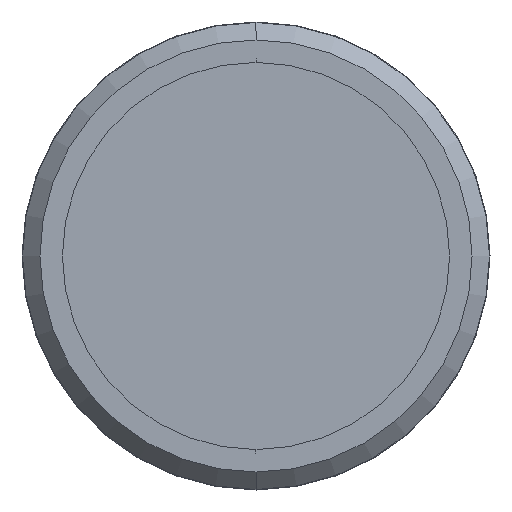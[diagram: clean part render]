
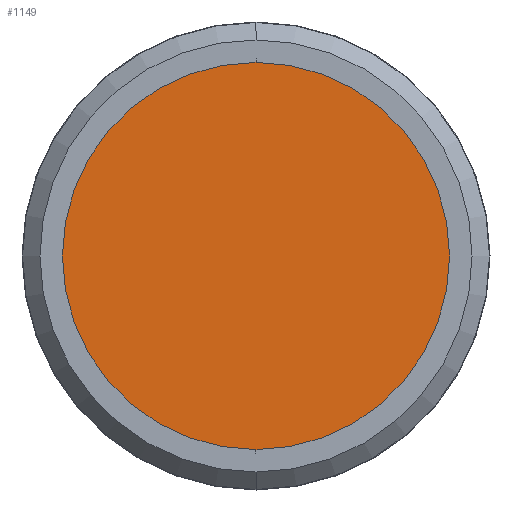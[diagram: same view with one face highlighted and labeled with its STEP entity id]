
A CAD part, front view. The second image highlights one B-rep face of the part: STEP entity #1149.
In plain terms, the highlighted planar face has unit normal (0, -1, 0).
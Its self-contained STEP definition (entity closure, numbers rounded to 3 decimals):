
#1149=ADVANCED_FACE('',(#2226),#2227,.T.);
#2226=FACE_OUTER_BOUND('',#3261,.T.);
#2227=PLANE('',#3262);
#3261=EDGE_LOOP('',(#5974,#5975));
#3262=AXIS2_PLACEMENT_3D('',#5976,#5977,#5978);
#5974=ORIENTED_EDGE('',*,*,#6990,.T.);
#5975=ORIENTED_EDGE('',*,*,#7008,.T.);
#5976=CARTESIAN_POINT('',(0.0,-0.01,6.204));
#5977=DIRECTION('',(0.0,-1.0,0.0));
#5978=DIRECTION('',(0.0,0.0,1.0));
#6990=EDGE_CURVE('',#8399,#8403,#8405,.T.);
#7008=EDGE_CURVE('',#8403,#8399,#8427,.T.);
#8399=VERTEX_POINT('',#10394);
#8403=VERTEX_POINT('',#10399);
#8405=CIRCLE('',#10402,12.408);
#8427=CIRCLE('',#10428,12.408);
#10394=CARTESIAN_POINT('',(0.0,-0.01,12.408));
#10399=CARTESIAN_POINT('',(0.,-0.01,-12.408));
#10402=AXIS2_PLACEMENT_3D('',#11803,#11804,#11805);
#10428=AXIS2_PLACEMENT_3D('',#11828,#11829,#11830);
#11803=CARTESIAN_POINT('',(0.0,-0.01,0.0));
#11804=DIRECTION('',(0.0,-1.0,0.0));
#11805=DIRECTION('',(0.0,0.0,1.0));
#11828=CARTESIAN_POINT('',(0.0,-0.01,0.0));
#11829=DIRECTION('',(0.0,-1.0,0.0));
#11830=DIRECTION('',(0.0,0.0,1.0));
